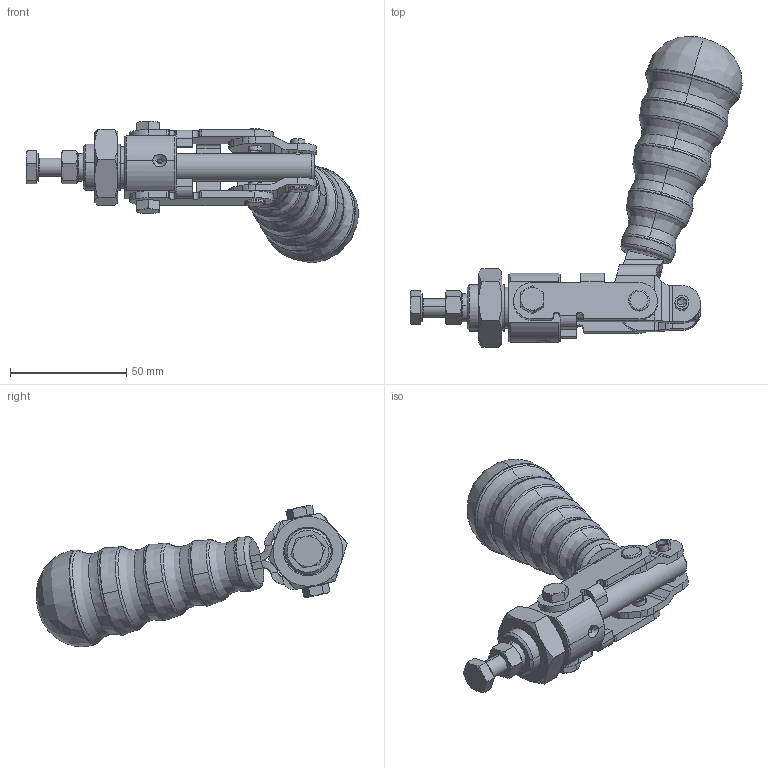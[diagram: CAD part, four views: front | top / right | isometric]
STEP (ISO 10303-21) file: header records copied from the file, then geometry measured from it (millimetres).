
FILE_DESCRIPTION((''),'2;1');
FILE_NAME('361-opened.stp','2005-09-28T08:48:19',('Kysilko'),(''),'Autodesk Inventor 8','Autodesk Inventor 8','');
FILE_SCHEMA(('AUTOMOTIVE_DESIGN { 1 0 10303 214 1 1 1 1 }'));
Length unit declared in the file: millimetre
Products named in the file (1): Part17
Bounding box: 142.98 x 133.79 x 61.03 mm (x, y, z)
Volume: 122637.3 mm3; surface area: 33198.5 mm2
Topology: 1 solids, 7 shells, 441 faces, 1106 edges, 682 vertices
Faces by surface type: plane 122, bspline 96, cone 96, cylinder 95, torus 32
Entity records: 16196 total; most frequent: CARTESIAN_POINT 6014, ORIENTED_EDGE 2192, DIRECTION 2114, EDGE_CURVE 1096, AXIS2_PLACEMENT_3D 823, VERTEX_POINT 682, CIRCLE 477, EDGE_LOOP 470
